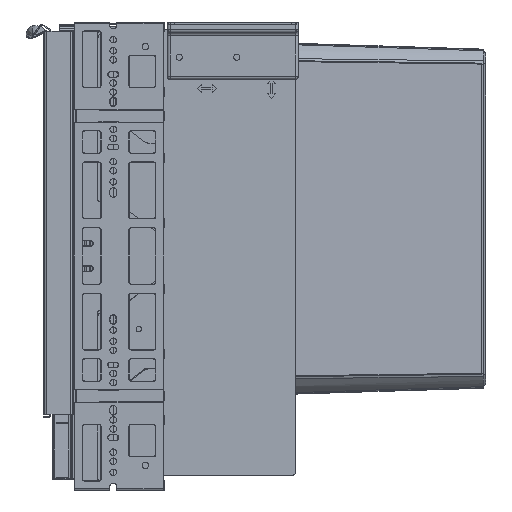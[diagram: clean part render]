
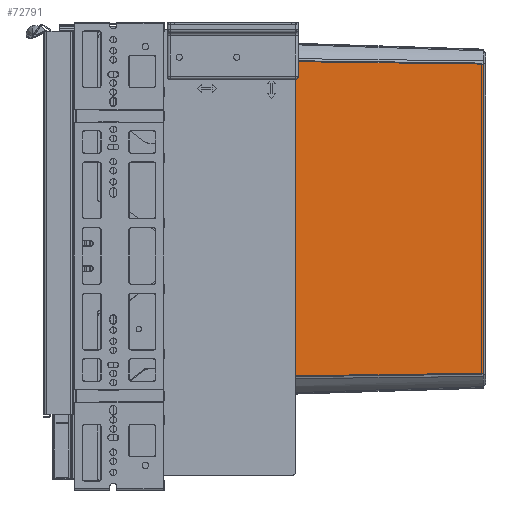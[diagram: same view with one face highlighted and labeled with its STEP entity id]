
A CAD part, left-side view. The second image highlights one B-rep face of the part: STEP entity #72791.
In plain terms, the highlighted planar face has unit normal (-1, -0.031, 0).
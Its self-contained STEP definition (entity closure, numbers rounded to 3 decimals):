
#14649=EDGE_CURVE('9831',#37119,#37116,#37120,.T.);
#14689=EDGE_CURVE('9763',#37116,#37174,#37177,.T.);
#14691=EDGE_CURVE('9815',#37179,#37174,#37180,.T.);
#14693=EDGE_CURVE('9774',#37119,#37179,#37182,.T.);
#37116=VERTEX_POINT('',#71382);
#37119=VERTEX_POINT('',#71393);
#37120=LINE('',#71394,#71395);
#37174=VERTEX_POINT('',#71572);
#37177=B_SPLINE_CURVE_WITH_KNOTS('',3,(#71582,#71583,#71584,#71585,#71586,#71587),.UNSPECIFIED.,.F.,.F.,(4,1,1,4),(0.0,0.333,0.667,1.0),.UNSPECIFIED.);
#37179=VERTEX_POINT('',#71590);
#37180=LINE('',#71591,#71592);
#37182=B_SPLINE_CURVE_WITH_KNOTS('',3,(#71595,#71596,#71597,#71598,#71599,#71600),.UNSPECIFIED.,.F.,.F.,(4,1,1,4),(0.0,0.333,0.667,1.0),.UNSPECIFIED.);
#71382=CARTESIAN_POINT('',(-234.871,9.8,-350.43));
#71393=CARTESIAN_POINT('',(-234.871,9.8,-33.571));
#71394=CARTESIAN_POINT('',(-234.871,9.8,-33.571));
#71395=VECTOR('',#116530,316.858);
#71572=CARTESIAN_POINT('',(-222.399,-390.329,-345.274));
#71582=CARTESIAN_POINT('',(-234.871,9.8,-350.43));
#71583=CARTESIAN_POINT('',(-233.372,-38.308,-349.818));
#71584=CARTESIAN_POINT('',(-230.449,-132.083,-348.622));
#71585=CARTESIAN_POINT('',(-226.311,-264.809,-346.915));
#71586=CARTESIAN_POINT('',(-223.68,-349.234,-345.815));
#71587=CARTESIAN_POINT('',(-222.399,-390.329,-345.274));
#71590=CARTESIAN_POINT('',(-222.399,-390.329,-38.726));
#71591=CARTESIAN_POINT('',(-222.399,-390.329,-38.726));
#71592=VECTOR('',#116537,306.548);
#71595=CARTESIAN_POINT('',(-234.871,9.8,-33.571));
#71596=CARTESIAN_POINT('',(-233.372,-38.308,-34.183));
#71597=CARTESIAN_POINT('',(-230.449,-132.085,-35.379));
#71598=CARTESIAN_POINT('',(-226.311,-264.81,-37.085));
#71599=CARTESIAN_POINT('',(-223.68,-349.234,-38.185));
#71600=CARTESIAN_POINT('',(-222.399,-390.329,-38.726));
#72791=ADVANCED_FACE('7140',(#116890),#116891,.T.);
#116530=DIRECTION('',(0.0,0.0,-1.0));
#116537=DIRECTION('',(0.0,0.,-1.0));
#116890=FACE_OUTER_BOUND('',#146351,.T.);
#116891=PLANE('',#146352);
#146351=EDGE_LOOP('',(#162528,#162529,#162530,#162531));
#146352=AXIS2_PLACEMENT_3D('',#162532,#162533,#162534);
#162528=ORIENTED_EDGE('',*,*,#14691,.F.);
#162529=ORIENTED_EDGE('',*,*,#14693,.F.);
#162530=ORIENTED_EDGE('',*,*,#14649,.T.);
#162531=ORIENTED_EDGE('',*,*,#14689,.T.);
#162532=CARTESIAN_POINT('',(-228.94,-180.469,-192.));
#162533=DIRECTION('',(-1.,-0.031,-0.0));
#162534=DIRECTION('',(0.0,0.0,-1.0));
